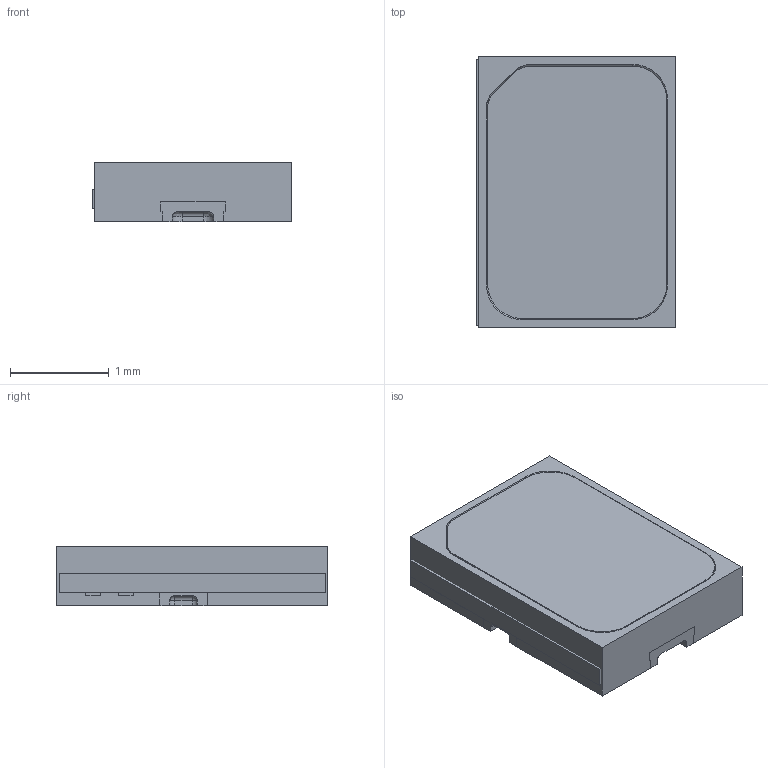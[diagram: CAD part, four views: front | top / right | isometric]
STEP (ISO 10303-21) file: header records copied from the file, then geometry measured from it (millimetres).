
FILE_DESCRIPTION (( 'STEP AP214' ), '1' );
FILE_NAME ('LRE1FH.STEP', '2019-01-13T00:33:43', ( '1' ), ( 'Microsoft' ), 'SwSTEP 2.0', 'SolidWorks 2015', '' );
FILE_SCHEMA (( 'AUTOMOTIVE_DESIGN' ));
Length unit declared in the file: millimetre
Products named in the file (4): 沓喃啞蝶; ﾐｾﾆｬ+ｽｿ+ﾒｬ; LRE1FH
Assembly tree (3 placements, depth 2):
  LRE1FH
    LRE1FH
    ﾐｾﾆｬ+ｽｿ+ﾒｬ
    沓喃啞蝶
Bounding box: 2.02 x 2.75 x 0.6 mm (x, y, z)
Volume: 3 mm3; surface area: 51.6 mm2
Topology: 6 solids, 6 shells, 287 faces, 810 edges, 528 vertices
Faces by surface type: plane 160, cylinder 105, bspline 11, cone 6, sphere 4, torus 1
Entity records: 13321 total; most frequent: CARTESIAN_POINT 2919, ORIENTED_EDGE 1612, DIRECTION 1338, EDGE_CURVE 806, VERTEX_POINT 528, VECTOR 526, LINE 526, AXIS2_PLACEMENT_3D 406
